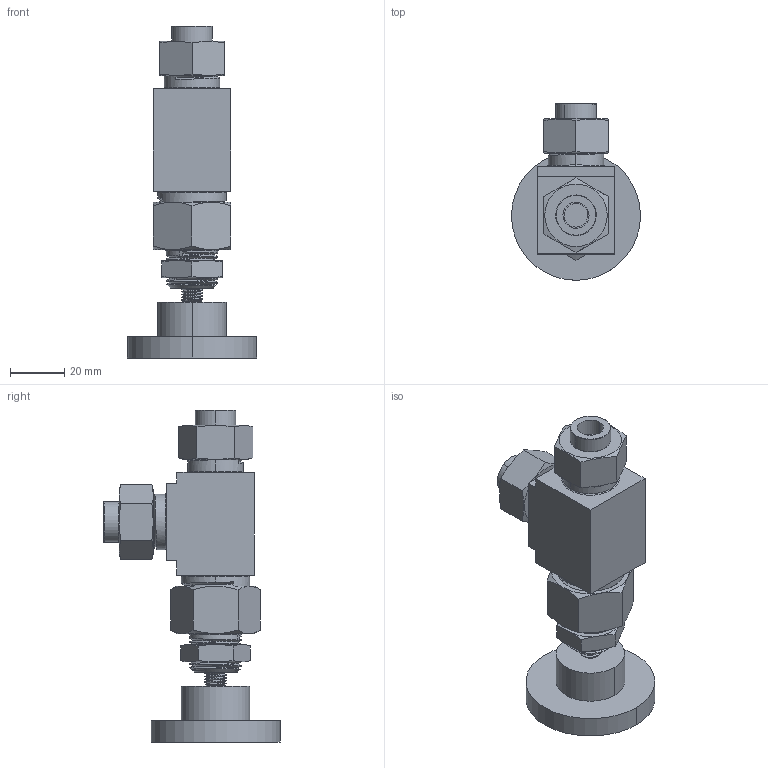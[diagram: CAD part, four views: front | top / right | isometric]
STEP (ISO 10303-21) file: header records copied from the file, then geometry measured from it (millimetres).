
FILE_DESCRIPTION (( 'STEP AP214' ), '1' );
FILE_NAME ('8-08SAU-06.STEP', '2018-01-30T16:09:36', ( '' ), ( '' ), 'SwSTEP 2.0', 'SolidWorks 2018', '' );
FILE_SCHEMA (( 'AUTOMOTIVE_DESIGN' ));
Length unit declared in the file: inch
Products named in the file (1): 8-08SAU-06
Bounding box: 47.75 x 65.21 x 122.81 mm (x, y, z)
Volume: 90346.3 mm3; surface area: 21339.2 mm2
Topology: 1 solids, 1 shells, 178 faces, 422 edges, 266 vertices
Faces by surface type: plane 60, cylinder 44, cone 38, torus 18, bspline 18
Entity records: 15941 total; most frequent: CARTESIAN_POINT 10751, ORIENTED_EDGE 844, DIRECTION 695, EDGE_CURVE 422, AXIS2_PLACEMENT_3D 291, VERTEX_POINT 266, EDGE_LOOP 198, FACE_OUTER_BOUND 178
